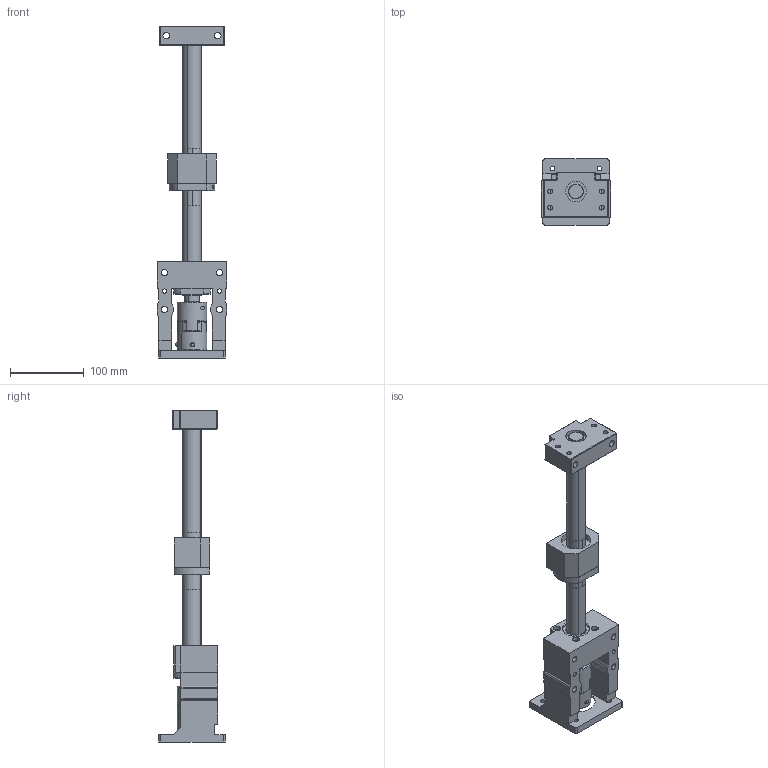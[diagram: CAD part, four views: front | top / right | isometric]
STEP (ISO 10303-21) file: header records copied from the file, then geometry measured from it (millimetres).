
FILE_DESCRIPTION (( 'STEP AP214' ), '1' );
FILE_NAME ('2510 L=400炵蹈.STEP', '2022-09-02T08:30:34', ( 'China' ), ( 'Home' ), 'SwSTEP 2.0', 'SolidWorks 2017', '' );
FILE_SCHEMA (( 'AUTOMOTIVE_DESIGN' ));
Length unit declared in the file: millimetre
Products named in the file (13): 萇儂釱_7004A_MBCA20-E; 萇儂釱_傷裔_MBCA20-E; 萇儂釱_源倛蹟譫_MBCA20-E; 萇儂釱_潔路遠_MBCA20-E; 电机座_密封圈_MBCA20-E; 萇儂釱_MBCA20-E萇儂釱_MBCA20-E; SUF2505傻佪譫_SFS02505-3.8; DSG蹟譫釱; 薊粣ん[LYCA-4066]_LYCA-4066; 400  2510佪話; BF[BF20]_BF20; 2510 L=400炵蹈; 萇儂釱_MBCA20-E
Assembly tree (14 placements, depth 3):
  2510 L=400炵蹈
    BF[BF20]_BF20
    400  2510佪話
    薊粣ん[LYCA-4066]_LYCA-4066
    DSG蹟譫釱
    SUF2505傻佪譫_SFS02505-3.8
    萇儂釱_MBCA20-E
      萇儂釱_MBCA20-E萇儂釱_MBCA20-E
      电机座_密封圈_MBCA20-E  x2
      萇儂釱_潔路遠_MBCA20-E  x2
      萇儂釱_源倛蹟譫_MBCA20-E
      萇儂釱_傷裔_MBCA20-E
      萇儂釱_7004A_MBCA20-E
Bounding box: 95 x 90 x 451.5 mm (x, y, z)
Volume: 858985.7 mm3; surface area: 219559.3 mm2
Topology: 16 solids, 20 shells, 1034 faces, 2721 edges, 1648 vertices
Faces by surface type: cylinder 383, plane 179, bspline 175, torus 150, cone 81, sphere 66
Entity records: 39899 total; most frequent: CARTESIAN_POINT 11348, ORIENTED_EDGE 5226, DIRECTION 5176, EDGE_CURVE 2613, AXIS2_PLACEMENT_3D 2232, VERTEX_POINT 1604, CIRCLE 1371, EDGE_LOOP 1145
